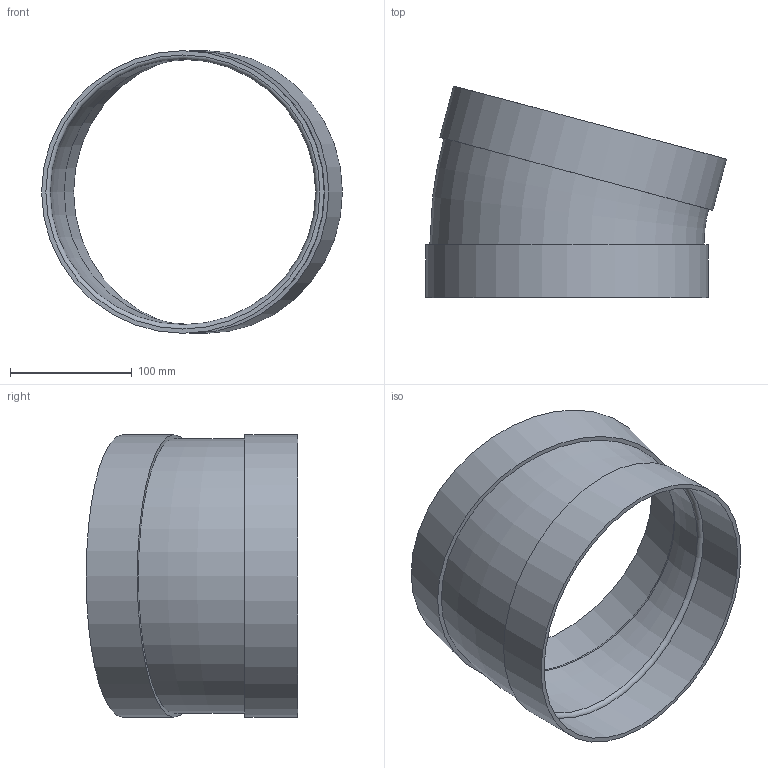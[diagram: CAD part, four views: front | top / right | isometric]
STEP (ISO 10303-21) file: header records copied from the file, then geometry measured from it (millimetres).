
FILE_DESCRIPTION( ( 'STEP AP214' ), '1' );
FILE_NAME( '3005278H.stp', '2021-11-29T08:36:01', ( 'License CC BY-ND 4.0' ), ( 'CADENAS' ), ' ', 'PARTsolutions', ' ' );
FILE_SCHEMA( ( 'AUTOMOTIVE_DESIGN { 1 0 10303 214 1 1 1 1 }' ) );
Length unit declared in the file: millimetre
Products named in the file (2): 3005278H; _3005278H-p1
Assembly tree (1 placements, depth 2):
  3005278H
    _3005278H-p1
Bounding box: 246.97 x 173.78 x 232 mm (x, y, z)
Volume: 375472.4 mm3; surface area: 219606.3 mm2
Topology: 1 solids, 1 shells, 12 faces, 21 edges, 13 vertices
Faces by surface type: torus 4, plane 4, cylinder 4
Full cylindrical faces by diameter (mm): 225 x2, 232 x2
Entity records: 382 total; most frequent: DIRECTION 52, CARTESIAN_POINT 38, AXIS2_PLACEMENT_3D 26, EDGE_LOOP 24, ORIENTED_EDGE 24, FACE_OUTER_BOUND 20, STYLED_ITEM 12, PRESENTATION_STYLE_ASSIGNMENT 12
